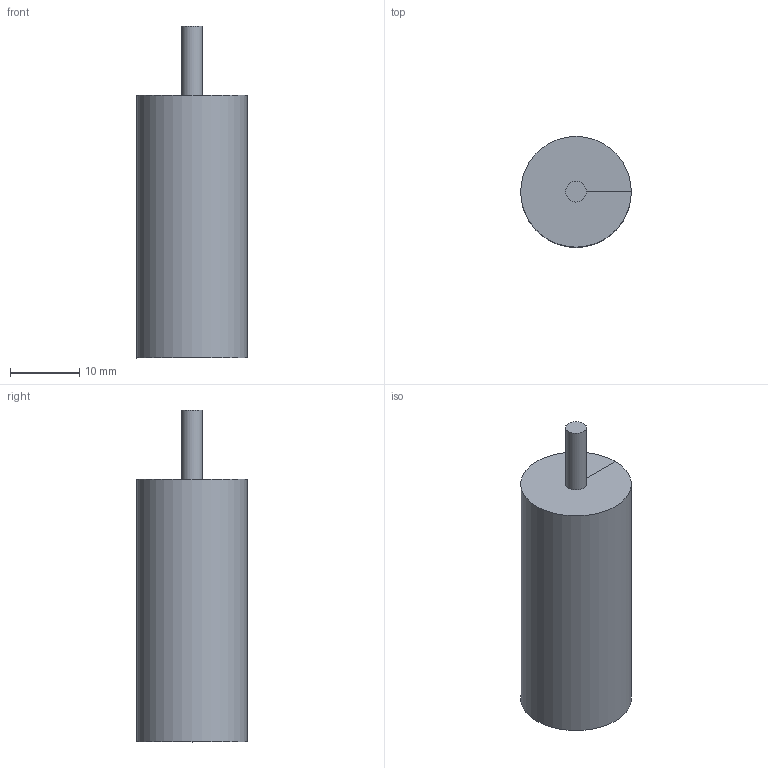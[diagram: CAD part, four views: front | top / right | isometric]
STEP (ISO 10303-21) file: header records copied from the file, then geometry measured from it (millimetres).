
FILE_DESCRIPTION(('FreeCAD Model'),'2;1');
FILE_NAME('test3.step','2015-05-29T19:01:27',('FreeCAD'),('FreeCAD'), 'Open CASCADE STEP processor 6.5','FreeCAD','Unknown');
FILE_SCHEMA(('AUTOMOTIVE_DESIGN_CC2 { 1 2 10303 214 -1 1 5 4 }'));
Length unit declared in the file: millimetre
Products named in the file (3): motor_body; Fusion; motor_shaft
Bounding box: 16 x 16 x 48 mm (x, y, z)
Surface area: 5435.1 mm2
Topology: 3 solids, 3 shells, 13 faces, 16 edges, 10 vertices
Faces by surface type: plane 9, cylinder 4
Full cylindrical faces by diameter (mm): 3 x2, 16 x2
Entity records: 571 total; most frequent: DIRECTION 90, CARTESIAN_POINT 80, LINE 38, VECTOR 38, ORIENTED_EDGE 36, PCURVE 36, DEFINITIONAL_REPRESENTATION 36, AXIS2_PLACEMENT_3D 22
